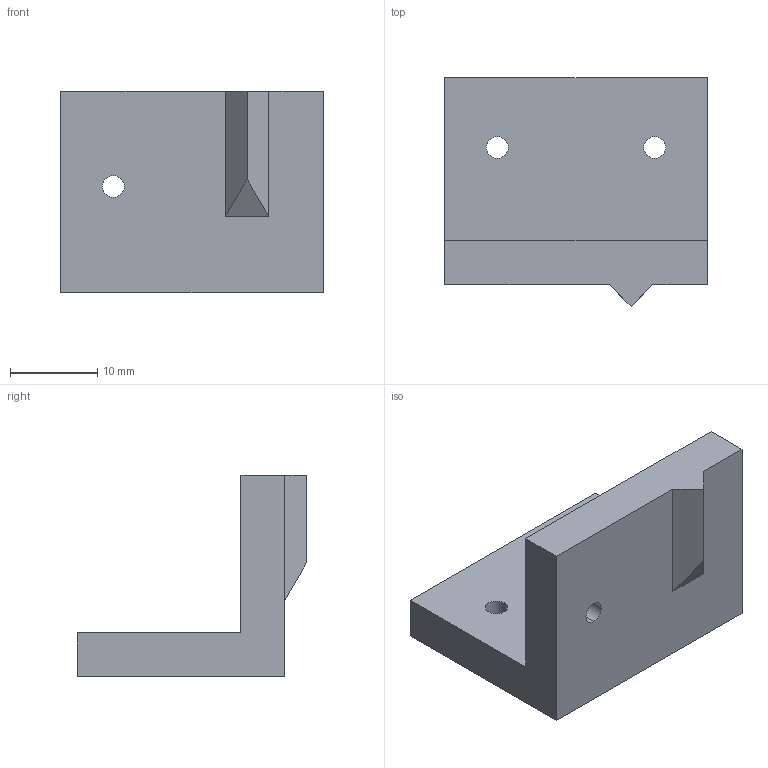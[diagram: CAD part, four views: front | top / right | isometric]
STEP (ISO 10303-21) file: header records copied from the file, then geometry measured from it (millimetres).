
FILE_DESCRIPTION (( 'STEP AP203' ), '1' );
FILE_NAME ('Filament Drive BL Touch Mount.STEP', '2018-05-17T18:01:13', ( '' ), ( '' ), 'SwSTEP 2.0', 'SolidWorks 2018', '' );
FILE_SCHEMA (( 'CONFIG_CONTROL_DESIGN' ));
Length unit declared in the file: millimetre
Products named in the file (1): Filament Drive BL Touch Mount
Bounding box: 30 x 26.2 x 23 mm (x, y, z)
Volume: 6261.9 mm3; surface area: 3340.5 mm2
Topology: 1 solids, 1 shells, 17 faces, 45 edges, 30 vertices
Faces by surface type: plane 11, cylinder 6
Entity records: 620 total; most frequent: DIRECTION 93, CARTESIAN_POINT 93, ORIENTED_EDGE 90, EDGE_CURVE 45, VECTOR 33, LINE 33, AXIS2_PLACEMENT_3D 30, VERTEX_POINT 30
